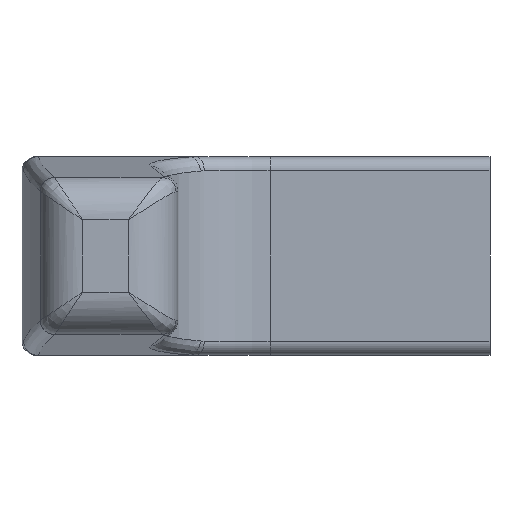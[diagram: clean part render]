
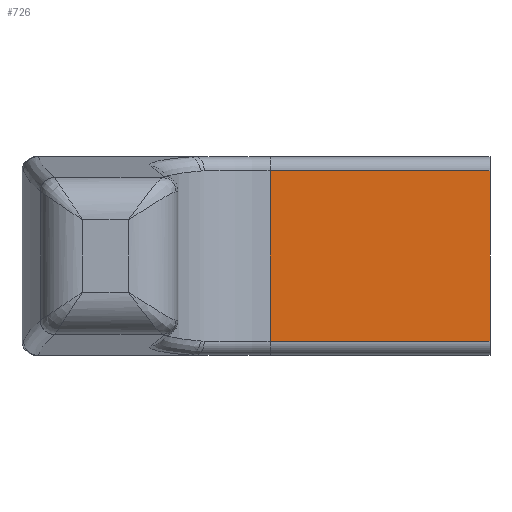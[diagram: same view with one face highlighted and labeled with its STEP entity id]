
A CAD part, left-side view. The second image highlights one B-rep face of the part: STEP entity #726.
In plain terms, the highlighted planar face has unit normal (-1, 0, 0).
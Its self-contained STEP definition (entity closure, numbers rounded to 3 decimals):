
#448=VERTEX_POINT('',#1235);
#470=EDGE_CURVE('',#1158,#1152,#1260,.T.);
#550=EDGE_CURVE('',#1168,#448,#1349,.T.);
#726=ADVANCED_FACE('',(#1551),#1552,.T.);
#768=EDGE_CURVE('',#1158,#448,#1595,.T.);
#870=EDGE_CURVE('',#1152,#1168,#1711,.T.);
#1152=VERTEX_POINT('',#2021);
#1158=VERTEX_POINT('',#2028);
#1168=VERTEX_POINT('',#2039);
#1235=CARTESIAN_POINT('',(-7.,0.0,-6.0));
#1260=LINE('',#2225,#2226);
#1349=LINE('',#2766,#2767);
#1551=FACE_OUTER_BOUND('',#4717,.T.);
#1552=PLANE('',#4718);
#1595=LINE('',#4953,#4954);
#1711=LINE('',#6124,#6125);
#2021=CARTESIAN_POINT('',(-7.,15.5,6.0));
#2028=CARTESIAN_POINT('',(-7.,0.0,6.0));
#2039=CARTESIAN_POINT('',(-7.,15.5,-6.0));
#2225=CARTESIAN_POINT('',(-7.,0.,6.0));
#2226=VECTOR('',#9554,1000.0);
#2766=CARTESIAN_POINT('',(-7.,0.,-6.0));
#2767=VECTOR('',#9639,1000.0);
#4717=EDGE_LOOP('',(#9906,#9907,#9908,#9909));
#4718=AXIS2_PLACEMENT_3D('',#9910,#9911,#9912);
#4953=CARTESIAN_POINT('',(-7.,0.0,-7.0));
#4954=VECTOR('',#9932,1000.0);
#6124=CARTESIAN_POINT('',(-7.,15.5,-7.0));
#6125=VECTOR('',#10075,1000.0);
#9554=DIRECTION('',(0.0,1.0,0.0));
#9639=DIRECTION('',(0.0,-1.0,0.0));
#9906=ORIENTED_EDGE('',*,*,#768,.F.);
#9907=ORIENTED_EDGE('',*,*,#470,.T.);
#9908=ORIENTED_EDGE('',*,*,#870,.T.);
#9909=ORIENTED_EDGE('',*,*,#550,.T.);
#9910=CARTESIAN_POINT('',(-7.,0.,-7.0));
#9911=DIRECTION('',(-1.0,0.0,0.0));
#9912=DIRECTION('',(0.0,0.0,1.0));
#9932=DIRECTION('',(0.0,0.0,-1.0));
#10075=DIRECTION('',(0.0,0.0,-1.0));
